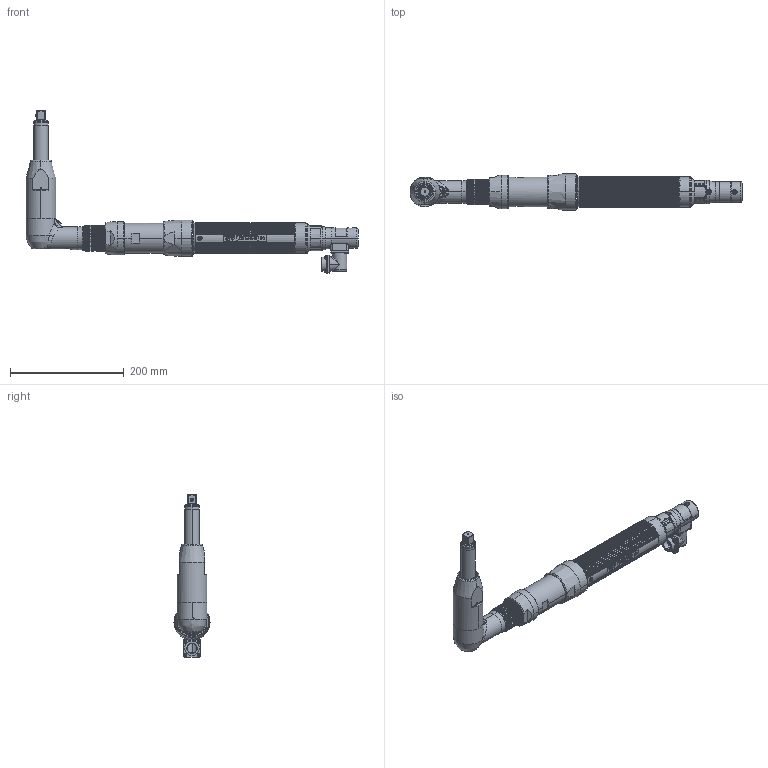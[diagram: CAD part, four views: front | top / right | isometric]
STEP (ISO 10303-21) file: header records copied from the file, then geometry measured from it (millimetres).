
FILE_DESCRIPTION((''),'2;1');
FILE_NAME('EB55MA26F2-220','2015-05-26T',('EJF1116'),(''),'PRO/ENGINEER BY PARAMETRIC TECHNOLOGY CORPORATION, 2010430','PRO/ENGINEER BY PARAMETRIC TECHNOLOGY CORPORATION, 2010430','');
FILE_SCHEMA(('CONFIG_CONTROL_DESIGN'));
Length unit declared in the file: inch
Products named in the file (1): EB55MA26F2-220
Bounding box: 582.94 x 63.44 x 284.72 mm (x, y, z)
Surface area: 227584.8 mm2 (no closed solid volume)
Topology: 0 solids, 153 shells, 1148 faces, 5520 edges, 4389 vertices
Faces by surface type: cylinder 496, plane 310, torus 132, bspline 132, cone 76, extrusion 2
Entity records: 70236 total; most frequent: CARTESIAN_POINT 29481, DIRECTION 7646, ORIENTED_EDGE 7618, EDGE_CURVE 5520, VERTEX_POINT 4389, VECTOR 2638, LINE 2636, AXIS2_PLACEMENT_3D 2504
